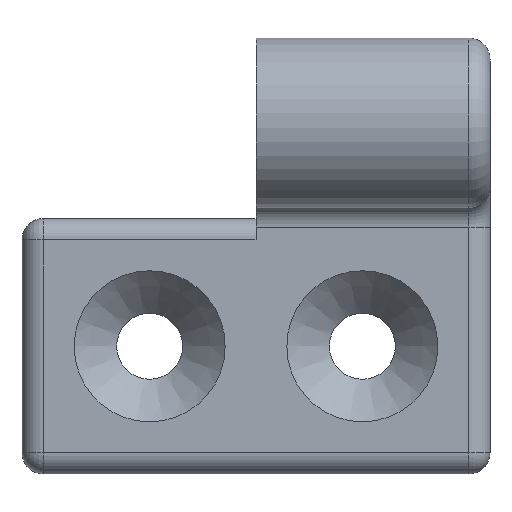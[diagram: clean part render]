
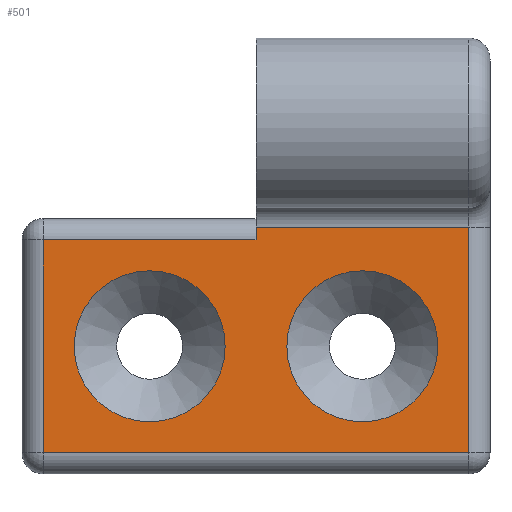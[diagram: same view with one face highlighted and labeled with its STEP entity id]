
A CAD part, left-side view. The second image highlights one B-rep face of the part: STEP entity #501.
In plain terms, the highlighted face is planar.
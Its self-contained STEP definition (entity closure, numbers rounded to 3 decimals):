
#40=FACE_BOUND('',#76,.T.);
#41=FACE_BOUND('',#77,.T.);
#45=FACE_OUTER_BOUND('',#75,.T.);
#75=EDGE_LOOP('',(#337,#338,#339,#340,#341,#342));
#76=EDGE_LOOP('',(#343,#344));
#77=EDGE_LOOP('',(#345,#346));
#113=CIRCLE('',#553,3.55);
#114=CIRCLE('',#554,3.55);
#115=CIRCLE('',#555,3.55);
#116=CIRCLE('',#556,3.55);
#149=LINE('',#812,#182);
#150=LINE('',#814,#183);
#151=LINE('',#816,#184);
#152=LINE('',#818,#185);
#153=LINE('',#820,#186);
#154=LINE('',#821,#187);
#182=VECTOR('',#639,10.601);
#183=VECTOR('',#640,10.);
#184=VECTOR('',#641,0.601);
#185=VECTOR('',#642,10.);
#186=VECTOR('',#643,10.);
#187=VECTOR('',#644,20.);
#223=VERTEX_POINT('',#810);
#224=VERTEX_POINT('',#811);
#225=VERTEX_POINT('',#813);
#226=VERTEX_POINT('',#815);
#227=VERTEX_POINT('',#817);
#228=VERTEX_POINT('',#819);
#229=VERTEX_POINT('',#822);
#230=VERTEX_POINT('',#823);
#231=VERTEX_POINT('',#826);
#232=VERTEX_POINT('',#827);
#267=EDGE_CURVE('',#223,#224,#149,.F.);
#268=EDGE_CURVE('',#224,#225,#150,.T.);
#269=EDGE_CURVE('',#225,#226,#151,.T.);
#270=EDGE_CURVE('',#226,#227,#152,.T.);
#271=EDGE_CURVE('',#227,#228,#153,.T.);
#272=EDGE_CURVE('',#228,#223,#154,.T.);
#273=EDGE_CURVE('',#229,#230,#113,.F.);
#274=EDGE_CURVE('',#230,#229,#114,.F.);
#275=EDGE_CURVE('',#231,#232,#115,.F.);
#276=EDGE_CURVE('',#232,#231,#116,.F.);
#337=ORIENTED_EDGE('',*,*,#267,.T.);
#338=ORIENTED_EDGE('',*,*,#268,.T.);
#339=ORIENTED_EDGE('',*,*,#269,.T.);
#340=ORIENTED_EDGE('',*,*,#270,.T.);
#341=ORIENTED_EDGE('',*,*,#271,.T.);
#342=ORIENTED_EDGE('',*,*,#272,.T.);
#343=ORIENTED_EDGE('',*,*,#273,.F.);
#344=ORIENTED_EDGE('',*,*,#274,.F.);
#345=ORIENTED_EDGE('',*,*,#275,.F.);
#346=ORIENTED_EDGE('',*,*,#276,.F.);
#464=PLANE('',#552);
#501=ADVANCED_FACE('',(#45,#40,#41),#464,.T.);
#552=AXIS2_PLACEMENT_3D('',#809,#637,#638);
#553=AXIS2_PLACEMENT_3D('',#824,#645,#646);
#554=AXIS2_PLACEMENT_3D('',#825,#647,#648);
#555=AXIS2_PLACEMENT_3D('',#828,#649,#650);
#556=AXIS2_PLACEMENT_3D('',#829,#651,#652);
#637=DIRECTION('center_axis',(0.,1.,0.));
#638=DIRECTION('ref_axis',(0.,0.,1.));
#639=DIRECTION('',(1.,0.,0.));
#640=DIRECTION('',(0.,0.,1.));
#641=DIRECTION('',(1.,0.,0.));
#642=DIRECTION('',(0.,0.,1.));
#643=DIRECTION('',(1.,0.,0.));
#644=DIRECTION('',(0.,0.,-1.));
#645=DIRECTION('center_axis',(0.,-1.,0.));
#646=DIRECTION('ref_axis',(0.,0.,-1.));
#647=DIRECTION('center_axis',(0.,-1.,0.));
#648=DIRECTION('ref_axis',(0.,0.,-1.));
#649=DIRECTION('center_axis',(0.,-1.,0.));
#650=DIRECTION('ref_axis',(0.,0.,-1.));
#651=DIRECTION('center_axis',(0.,-1.,0.));
#652=DIRECTION('ref_axis',(0.,0.,-1.));
#809=CARTESIAN_POINT('Origin',(0.,-2.,22.));
#810=CARTESIAN_POINT('',(15.5,-2.,23.));
#811=CARTESIAN_POINT('',(4.899,-2.,23.));
#812=CARTESIAN_POINT('',(4.899,-2.,23.));
#813=CARTESIAN_POINT('',(4.899,-2.,33.));
#814=CARTESIAN_POINT('',(4.899,-2.,23.));
#815=CARTESIAN_POINT('',(5.5,-2.,33.));
#816=CARTESIAN_POINT('',(4.899,-2.,33.));
#817=CARTESIAN_POINT('',(5.5,-2.,43.));
#818=CARTESIAN_POINT('',(5.5,-2.,33.));
#819=CARTESIAN_POINT('',(15.5,-2.,43.));
#820=CARTESIAN_POINT('',(5.5,-2.,43.));
#821=CARTESIAN_POINT('',(15.5,-2.,43.));
#822=CARTESIAN_POINT('',(10.5,-2.,24.45));
#823=CARTESIAN_POINT('',(10.5,-2.,31.55));
#824=CARTESIAN_POINT('Origin',(10.5,-2.,28.));
#825=CARTESIAN_POINT('Origin',(10.5,-2.,28.));
#826=CARTESIAN_POINT('',(10.5,-2.,34.45));
#827=CARTESIAN_POINT('',(10.5,-2.,41.55));
#828=CARTESIAN_POINT('Origin',(10.5,-2.,38.));
#829=CARTESIAN_POINT('Origin',(10.5,-2.,38.));
